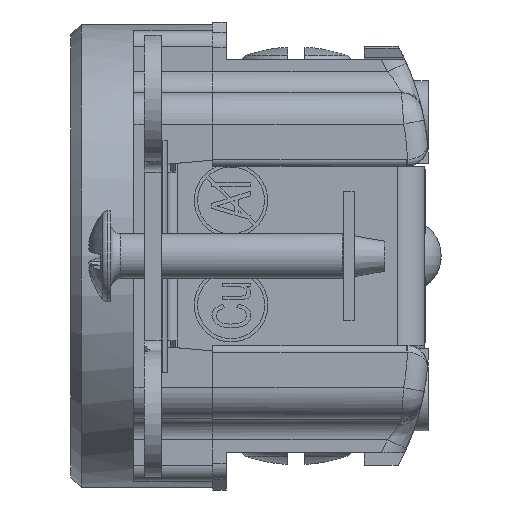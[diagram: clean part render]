
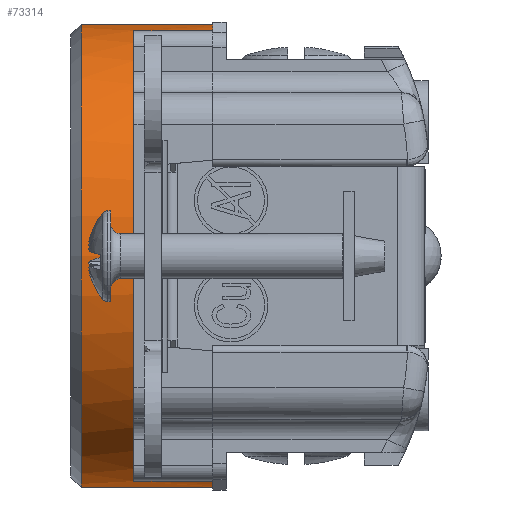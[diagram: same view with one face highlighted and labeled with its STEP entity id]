
A CAD part, left-side view. The second image highlights one B-rep face of the part: STEP entity #73314.
In plain terms, the highlighted cylindrical face has radius 17.45 mm (diameter 34.9 mm), a full revolution.
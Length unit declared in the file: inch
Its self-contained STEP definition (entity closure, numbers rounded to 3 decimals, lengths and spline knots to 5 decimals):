
#886 = VECTOR ( 'NONE', #67612, 39.37008 ) ;
#9482 = ORIENTED_EDGE ( 'NONE', *, *, #44752, .F. ) ;
#10111 = DIRECTION ( 'NONE',  ( 0., -1., 0. ) ) ;
#12287 = CARTESIAN_POINT ( 'NONE',  ( -0.02393, 0.578, -0.68523 ) ) ;
#13775 = CIRCLE ( 'NONE', #53783, 0.687 ) ;
#14772 = AXIS2_PLACEMENT_3D ( 'NONE', #40729, #100084, #30849 ) ;
#17047 = CARTESIAN_POINT ( 'NONE',  ( -0.15745, 0.812, 0.66924 ) ) ;
#20136 = DIRECTION ( 'NONE',  ( 0., 1., 0. ) ) ;
#21354 = EDGE_CURVE ( 'NONE', #60515, #61120, #13775, .T. ) ;
#23095 = DIRECTION ( 'NONE',  ( -1., 0., 0. ) ) ;
#23503 = DIRECTION ( 'NONE',  ( 0., -1., 0. ) ) ;
#24084 = CIRCLE ( 'NONE', #38845, 0.687 ) ;
#26021 = EDGE_CURVE ( 'NONE', #82462, #123502, #126086, .T. ) ;
#26076 = DIRECTION ( 'NONE',  ( -1., 0., 0. ) ) ;
#28589 = CARTESIAN_POINT ( 'NONE',  ( 0.003, 0.812, 0.00124 ) ) ;
#30849 = DIRECTION ( 'NONE',  ( -1., 0., 0. ) ) ;
#31012 = CIRCLE ( 'NONE', #102611, 0.687 ) ;
#33109 = DIRECTION ( 'NONE',  ( 0., -1., 0. ) ) ;
#33112 = AXIS2_PLACEMENT_3D ( 'NONE', #28589, #10111, #88612 ) ;
#34694 = EDGE_CURVE ( 'NONE', #114675, #124023, #105374, .T. ) ;
#35407 = DIRECTION ( 'NONE',  ( 0., -1., 0. ) ) ;
#35704 = ORIENTED_EDGE ( 'NONE', *, *, #110738, .F. ) ;
#35992 = DIRECTION ( 'NONE',  ( 0., -1., 0. ) ) ;
#36647 = CARTESIAN_POINT ( 'NONE',  ( -0.15745, 0.578, 0.66924 ) ) ;
#37080 = ORIENTED_EDGE ( 'NONE', *, *, #115821, .T. ) ;
#38845 = AXIS2_PLACEMENT_3D ( 'NONE', #112822, #122756, #23095 ) ;
#38928 = CARTESIAN_POINT ( 'NONE',  ( 0.25325, 0.999, -0.63856 ) ) ;
#40591 = LINE ( 'NONE', #68347, #53832 ) ;
#40729 = CARTESIAN_POINT ( 'NONE',  ( 0.003, 0.578, 0.00124 ) ) ;
#40867 = LINE ( 'NONE', #38928, #128094 ) ;
#41065 = ORIENTED_EDGE ( 'NONE', *, *, #101426, .F. ) ;
#44368 = VERTEX_POINT ( 'NONE', #116158 ) ;
#44556 = LINE ( 'NONE', #103259, #66571 ) ;
#44752 = EDGE_CURVE ( 'NONE', #123502, #44368, #76869, .T. ) ;
#46300 = EDGE_CURVE ( 'NONE', #82640, #60515, #40591, .T. ) ;
#48213 = DIRECTION ( 'NONE',  ( 0., -1., 0. ) ) ;
#53598 = ORIENTED_EDGE ( 'NONE', *, *, #102216, .F. ) ;
#53783 = AXIS2_PLACEMENT_3D ( 'NONE', #109550, #48213, #118862 ) ;
#53832 = VECTOR ( 'NONE', #20136, 39.37008 ) ;
#55388 = EDGE_CURVE ( 'NONE', #107135, #82640, #123894, .T. ) ;
#60003 = CARTESIAN_POINT ( 'NONE',  ( -0.15745, 0.578, -0.66676 ) ) ;
#60515 = VERTEX_POINT ( 'NONE', #17047 ) ;
#61120 = VERTEX_POINT ( 'NONE', #94641 ) ;
#62105 = CYLINDRICAL_SURFACE ( 'NONE', #90968, 0.687 ) ;
#64029 = ORIENTED_EDGE ( 'NONE', *, *, #55388, .F. ) ;
#66457 = ORIENTED_EDGE ( 'NONE', *, *, #21354, .F. ) ;
#66571 = VECTOR ( 'NONE', #23503, 39.37008 ) ;
#67612 = DIRECTION ( 'NONE',  ( 0., -1., 0. ) ) ;
#68347 = CARTESIAN_POINT ( 'NONE',  ( -0.15745, 0.9955, 0.66924 ) ) ;
#73314 = ADVANCED_FACE ( 'NONE', ( #102336, #81935 ), #62105, .T. ) ;
#73335 = DIRECTION ( 'NONE',  ( -1., 0., 0. ) ) ;
#76869 = LINE ( 'NONE', #97245, #886 ) ;
#77319 = DIRECTION ( 'NONE',  ( 0., -1., 0. ) ) ;
#78384 = CARTESIAN_POINT ( 'NONE',  ( 0.25325, 0.812, -0.63856 ) ) ;
#79854 = ORIENTED_EDGE ( 'NONE', *, *, #46300, .F. ) ;
#81935 = FACE_OUTER_BOUND ( 'NONE', #117094, .T. ) ;
#82164 = VERTEX_POINT ( 'NONE', #60003 ) ;
#82462 = VERTEX_POINT ( 'NONE', #78384 ) ;
#82640 = VERTEX_POINT ( 'NONE', #36647 ) ;
#85413 = CARTESIAN_POINT ( 'NONE',  ( 0.25381, 0.812, 0.64082 ) ) ;
#86748 = CARTESIAN_POINT ( 'NONE',  ( 0.003, 0.578, 0.00124 ) ) ;
#87450 = DIRECTION ( 'NONE',  ( -1., 0., 0. ) ) ;
#88612 = DIRECTION ( 'NONE',  ( 1., 0., 0. ) ) ;
#90968 = AXIS2_PLACEMENT_3D ( 'NONE', #123526, #33109, #73335 ) ;
#94029 = DIRECTION ( 'NONE',  ( -1., 0., 0. ) ) ;
#94641 = CARTESIAN_POINT ( 'NONE',  ( -0.15745, 0.812, -0.66676 ) ) ;
#97245 = CARTESIAN_POINT ( 'NONE',  ( 0.25381, 0.999, 0.64082 ) ) ;
#98027 = CARTESIAN_POINT ( 'NONE',  ( 0.25325, 0.578, -0.63856 ) ) ;
#99148 = EDGE_LOOP ( 'NONE', ( #9482, #116444, #35704, #118274, #53598, #41065, #66457, #79854, #64029, #113583 ) ) ;
#100084 = DIRECTION ( 'NONE',  ( 0., -1., 0. ) ) ;
#100744 = CARTESIAN_POINT ( 'NONE',  ( -0.684, 0.968, 0.00124 ) ) ;
#101426 = EDGE_CURVE ( 'NONE', #61120, #82164, #44556, .T. ) ;
#102216 = EDGE_CURVE ( 'NONE', #82164, #114675, #31012, .T. ) ;
#102336 = FACE_OUTER_BOUND ( 'NONE', #99148, .T. ) ;
#102611 = AXIS2_PLACEMENT_3D ( 'NONE', #86748, #35992, #26076 ) ;
#103259 = CARTESIAN_POINT ( 'NONE',  ( -0.15745, 1.0025, -0.66676 ) ) ;
#104535 = CARTESIAN_POINT ( 'NONE',  ( 0.003, 0.578, 0.00124 ) ) ;
#104718 = EDGE_CURVE ( 'NONE', #44368, #107135, #118346, .T. ) ;
#105052 = CARTESIAN_POINT ( 'NONE',  ( -0.04177, 0.578, 0.68678 ) ) ;
#105374 = CIRCLE ( 'NONE', #14772, 0.687 ) ;
#107135 = VERTEX_POINT ( 'NONE', #105052 ) ;
#107686 = AXIS2_PLACEMENT_3D ( 'NONE', #115908, #35407, #87450 ) ;
#109036 = AXIS2_PLACEMENT_3D ( 'NONE', #104535, #77319, #94029 ) ;
#109550 = CARTESIAN_POINT ( 'NONE',  ( 0.003, 0.812, 0.00124 ) ) ;
#110738 = EDGE_CURVE ( 'NONE', #124023, #82462, #40867, .T. ) ;
#112822 = CARTESIAN_POINT ( 'NONE',  ( 0.003, 0.968, 0.00124 ) ) ;
#113583 = ORIENTED_EDGE ( 'NONE', *, *, #104718, .F. ) ;
#114675 = VERTEX_POINT ( 'NONE', #12287 ) ;
#115821 = EDGE_CURVE ( 'NONE', #120636, #120636, #24084, .T. ) ;
#115908 = CARTESIAN_POINT ( 'NONE',  ( 0.003, 0.578, 0.00124 ) ) ;
#116158 = CARTESIAN_POINT ( 'NONE',  ( 0.25381, 0.578, 0.64082 ) ) ;
#116444 = ORIENTED_EDGE ( 'NONE', *, *, #26021, .F. ) ;
#117094 = EDGE_LOOP ( 'NONE', ( #37080 ) ) ;
#118274 = ORIENTED_EDGE ( 'NONE', *, *, #34694, .F. ) ;
#118346 = CIRCLE ( 'NONE', #107686, 0.687 ) ;
#118862 = DIRECTION ( 'NONE',  ( 1., 0., 0. ) ) ;
#120636 = VERTEX_POINT ( 'NONE', #100744 ) ;
#122756 = DIRECTION ( 'NONE',  ( 0., -1., 0. ) ) ;
#123502 = VERTEX_POINT ( 'NONE', #85413 ) ;
#123526 = CARTESIAN_POINT ( 'NONE',  ( 0.003, 0.999, 0.00124 ) ) ;
#123894 = CIRCLE ( 'NONE', #109036, 0.687 ) ;
#124023 = VERTEX_POINT ( 'NONE', #98027 ) ;
#126086 = CIRCLE ( 'NONE', #33112, 0.687 ) ;
#128094 = VECTOR ( 'NONE', #130014, 39.37008 ) ;
#130014 = DIRECTION ( 'NONE',  ( 0., 1., 0. ) ) ;
